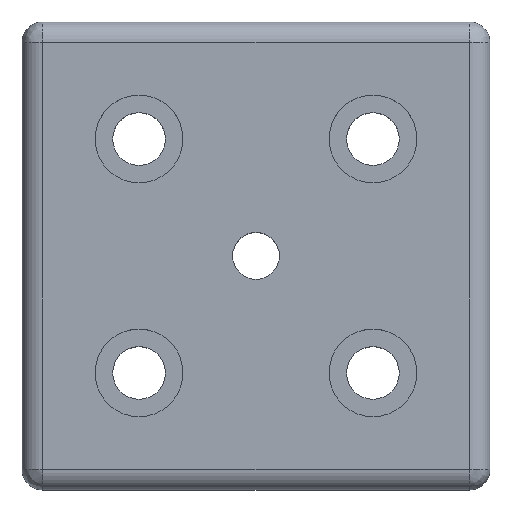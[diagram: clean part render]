
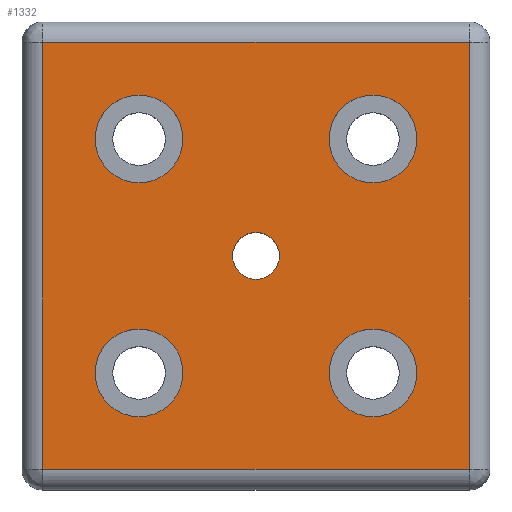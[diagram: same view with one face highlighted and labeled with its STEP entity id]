
A CAD part, top view. The second image highlights one B-rep face of the part: STEP entity #1332.
In plain terms, the highlighted free-form (B-spline) face has degree [1, 1] with [2, 2] control points.
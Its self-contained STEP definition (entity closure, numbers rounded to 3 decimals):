
#151=CARTESIAN_POINT('',(284.0,0.0,265.0));
#152=VERTEX_POINT('',#151);
#161=CARTESIAN_POINT('',(276.0,0.,265.0));
#162=VERTEX_POINT('',#161);
#163=CARTESIAN_POINT('',(280.0,0.0,265.0));
#164=DIRECTION('',(0.0,0.0,1.0));
#165=DIRECTION('',(1.0,0.0,0.0));
#166=AXIS2_PLACEMENT_3D('',#163,#164,#165);
#167=CIRCLE('',#166,4.0);
#168=EDGE_CURVE('',#152,#162,#167,.T.);
#277=CARTESIAN_POINT('',(307.5,-20.0,265.0));
#278=VERTEX_POINT('',#277);
#287=CARTESIAN_POINT('',(292.5,-20.,265.0));
#288=VERTEX_POINT('',#287);
#289=CARTESIAN_POINT('',(300.0,-20.0,265.0));
#290=DIRECTION('',(0.0,0.0,1.0));
#291=DIRECTION('',(1.0,0.0,0.0));
#292=AXIS2_PLACEMENT_3D('',#289,#290,#291);
#293=CIRCLE('',#292,7.5);
#294=EDGE_CURVE('',#278,#288,#293,.T.);
#403=CARTESIAN_POINT('',(307.5,20.0,265.0));
#404=VERTEX_POINT('',#403);
#413=CARTESIAN_POINT('',(292.5,20.,265.0));
#414=VERTEX_POINT('',#413);
#415=CARTESIAN_POINT('',(300.0,20.0,265.0));
#416=DIRECTION('',(0.0,0.0,1.0));
#417=DIRECTION('',(1.0,0.0,0.0));
#418=AXIS2_PLACEMENT_3D('',#415,#416,#417);
#419=CIRCLE('',#418,7.5);
#420=EDGE_CURVE('',#404,#414,#419,.T.);
#529=CARTESIAN_POINT('',(267.5,20.0,265.0));
#530=VERTEX_POINT('',#529);
#539=CARTESIAN_POINT('',(252.5,20.,265.0));
#540=VERTEX_POINT('',#539);
#541=CARTESIAN_POINT('',(260.0,20.0,265.0));
#542=DIRECTION('',(0.0,0.0,1.0));
#543=DIRECTION('',(1.0,0.0,0.0));
#544=AXIS2_PLACEMENT_3D('',#541,#542,#543);
#545=CIRCLE('',#544,7.5);
#546=EDGE_CURVE('',#530,#540,#545,.T.);
#655=CARTESIAN_POINT('',(267.5,-20.0,265.0));
#656=VERTEX_POINT('',#655);
#665=CARTESIAN_POINT('',(252.5,-20.,265.0));
#666=VERTEX_POINT('',#665);
#667=CARTESIAN_POINT('',(260.0,-20.0,265.0));
#668=DIRECTION('',(0.0,0.0,1.0));
#669=DIRECTION('',(1.0,0.0,0.0));
#670=AXIS2_PLACEMENT_3D('',#667,#668,#669);
#671=CIRCLE('',#670,7.5);
#672=EDGE_CURVE('',#656,#666,#671,.T.);
#720=CARTESIAN_POINT('',(243.5,36.5,265.0));
#721=VERTEX_POINT('',#720);
#737=CARTESIAN_POINT('',(243.5,-36.5,265.0));
#738=VERTEX_POINT('',#737);
#746=CARTESIAN_POINT('',(243.5,36.5,265.0));
#747=DIRECTION('',(0.0,-1.0,0.0));
#748=VECTOR('',#747,73.0);
#749=LINE('',#746,#748);
#750=EDGE_CURVE('',#721,#738,#749,.T.);
#798=CARTESIAN_POINT('',(316.5,-36.5,265.0));
#799=VERTEX_POINT('',#798);
#807=CARTESIAN_POINT('',(243.5,-36.5,265.0));
#808=DIRECTION('',(1.0,0.0,0.0));
#809=VECTOR('',#808,73.0);
#810=LINE('',#807,#809);
#811=EDGE_CURVE('',#738,#799,#810,.T.);
#859=CARTESIAN_POINT('',(316.5,36.5,265.0));
#860=VERTEX_POINT('',#859);
#868=CARTESIAN_POINT('',(316.5,-36.5,265.0));
#869=DIRECTION('',(0.0,1.0,0.0));
#870=VECTOR('',#869,73.0);
#871=LINE('',#868,#870);
#872=EDGE_CURVE('',#799,#860,#871,.T.);
#974=CARTESIAN_POINT('',(316.5,36.5,265.0));
#975=DIRECTION('',(-1.0,0.0,0.0));
#976=VECTOR('',#975,73.0);
#977=LINE('',#974,#976);
#978=EDGE_CURVE('',#860,#721,#977,.T.);
#1271=CARTESIAN_POINT('',(243.5,36.5,265.0));
#1272=CARTESIAN_POINT('',(316.5,36.5,265.0));
#1273=CARTESIAN_POINT('',(243.5,-36.5,265.));
#1274=CARTESIAN_POINT('',(316.5,-36.5,265.0));
#1275=B_SPLINE_SURFACE_WITH_KNOTS('',1,1,((#1271,#1273),(#1272,#1274)),.UNSPECIFIED.,.F.,.F.,.U.,(2,2),(2,2),(0.0,73.),(0.0,73.0),.UNSPECIFIED.);
#1276=ORIENTED_EDGE('',*,*,#750,.T.);
#1277=ORIENTED_EDGE('',*,*,#811,.T.);
#1278=ORIENTED_EDGE('',*,*,#872,.T.);
#1279=ORIENTED_EDGE('',*,*,#978,.T.);
#1280=EDGE_LOOP('',(#1276,#1277,#1278,#1279));
#1281=FACE_OUTER_BOUND('',#1280,.T.);
#1282=ORIENTED_EDGE('',*,*,#168,.F.);
#1283=CARTESIAN_POINT('',(280.0,0.0,265.0));
#1284=DIRECTION('',(0.0,0.0,1.0));
#1285=DIRECTION('',(1.0,0.0,0.0));
#1286=AXIS2_PLACEMENT_3D('',#1283,#1284,#1285);
#1287=CIRCLE('',#1286,4.0);
#1288=EDGE_CURVE('',#162,#152,#1287,.T.);
#1289=ORIENTED_EDGE('',*,*,#1288,.F.);
#1290=EDGE_LOOP('',(#1282,#1289));
#1291=FACE_BOUND('',#1290,.T.);
#1292=ORIENTED_EDGE('',*,*,#294,.F.);
#1293=CARTESIAN_POINT('',(300.0,-20.0,265.0));
#1294=DIRECTION('',(0.0,0.0,1.0));
#1295=DIRECTION('',(1.0,0.0,0.0));
#1296=AXIS2_PLACEMENT_3D('',#1293,#1294,#1295);
#1297=CIRCLE('',#1296,7.5);
#1298=EDGE_CURVE('',#288,#278,#1297,.T.);
#1299=ORIENTED_EDGE('',*,*,#1298,.F.);
#1300=EDGE_LOOP('',(#1292,#1299));
#1301=FACE_BOUND('',#1300,.T.);
#1302=ORIENTED_EDGE('',*,*,#420,.F.);
#1303=CARTESIAN_POINT('',(300.0,20.0,265.0));
#1304=DIRECTION('',(0.0,0.0,1.0));
#1305=DIRECTION('',(1.0,0.0,0.0));
#1306=AXIS2_PLACEMENT_3D('',#1303,#1304,#1305);
#1307=CIRCLE('',#1306,7.5);
#1308=EDGE_CURVE('',#414,#404,#1307,.T.);
#1309=ORIENTED_EDGE('',*,*,#1308,.F.);
#1310=EDGE_LOOP('',(#1302,#1309));
#1311=FACE_BOUND('',#1310,.T.);
#1312=ORIENTED_EDGE('',*,*,#546,.F.);
#1313=CARTESIAN_POINT('',(260.0,20.0,265.0));
#1314=DIRECTION('',(0.0,0.0,1.0));
#1315=DIRECTION('',(1.0,0.0,0.0));
#1316=AXIS2_PLACEMENT_3D('',#1313,#1314,#1315);
#1317=CIRCLE('',#1316,7.5);
#1318=EDGE_CURVE('',#540,#530,#1317,.T.);
#1319=ORIENTED_EDGE('',*,*,#1318,.F.);
#1320=EDGE_LOOP('',(#1312,#1319));
#1321=FACE_BOUND('',#1320,.T.);
#1322=ORIENTED_EDGE('',*,*,#672,.F.);
#1323=CARTESIAN_POINT('',(260.0,-20.0,265.0));
#1324=DIRECTION('',(0.0,0.0,1.0));
#1325=DIRECTION('',(1.0,0.0,0.0));
#1326=AXIS2_PLACEMENT_3D('',#1323,#1324,#1325);
#1327=CIRCLE('',#1326,7.5);
#1328=EDGE_CURVE('',#666,#656,#1327,.T.);
#1329=ORIENTED_EDGE('',*,*,#1328,.F.);
#1330=EDGE_LOOP('',(#1322,#1329));
#1331=FACE_BOUND('',#1330,.T.);
#1332=ADVANCED_FACE('',(#1281,#1291,#1301,#1311,#1321,#1331),#1275,.F.);
